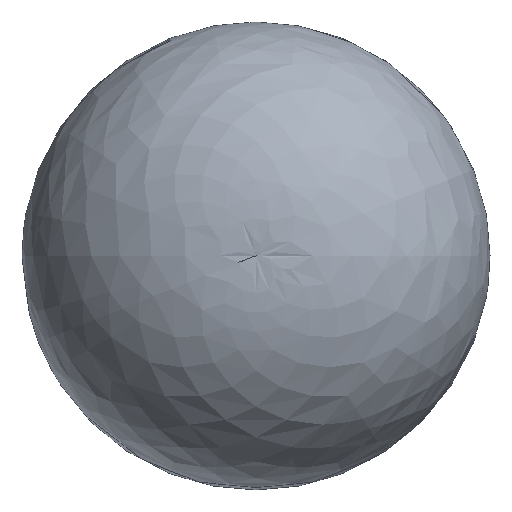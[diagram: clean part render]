
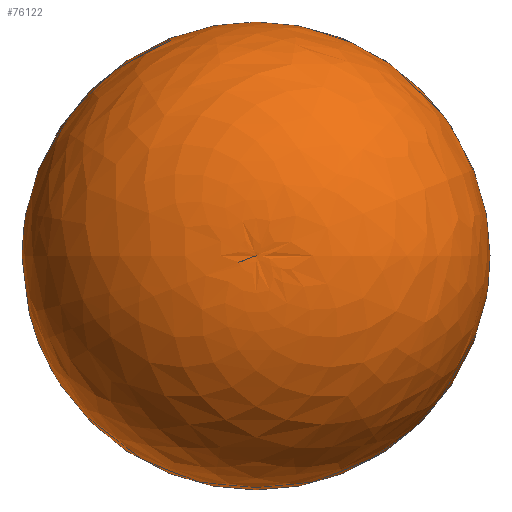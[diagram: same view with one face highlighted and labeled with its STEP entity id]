
A CAD part, top view. The second image highlights one B-rep face of the part: STEP entity #76122.
In plain terms, the highlighted free-form (B-spline) face has degree [2, 2] with [5, 9] control points.
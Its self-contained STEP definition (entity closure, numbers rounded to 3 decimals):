
#301=(
BOUNDED_SURFACE()
B_SPLINE_SURFACE(2,2,((#202531,#202532,#202533,#202534,#202535,#202536,
#202537,#202538,#202539),(#202540,#202541,#202542,#202543,#202544,#202545,
#202546,#202547,#202548),(#202549,#202550,#202551,#202552,#202553,#202554,
#202555,#202556,#202557),(#202558,#202559,#202560,#202561,#202562,#202563,
#202564,#202565,#202566),(#202567,#202568,#202569,#202570,#202571,#202572,
#202573,#202574,#202575)),.UNSPECIFIED.,.F.,.T.,.F.)
B_SPLINE_SURFACE_WITH_KNOTS((3,2,3),(3,2,2,2,3),(-1.692,-0.157,
1.379),(-3.142,-1.571,0.,1.571,
3.142),.UNSPECIFIED.)
GEOMETRIC_REPRESENTATION_ITEM()
RATIONAL_B_SPLINE_SURFACE(((1.,0.707,1.,0.707,1.,
0.707,1.,0.707,1.),(0.719,0.509,
0.719,0.509,0.719,0.509,0.719,
0.509,0.719),(1.,0.707,1.,0.707,
1.,0.707,1.,0.707,1.),(0.719,0.509,
0.719,0.509,0.719,0.509,0.719,
0.509,0.719),(1.,0.707,1.,0.707,
1.,0.707,1.,0.707,1.)))
REPRESENTATION_ITEM('')
SURFACE()
);
#14075=FACE_OUTER_BOUND('',#19027,.T.);
#19027=EDGE_LOOP('',(#65623,#65624,#65625));
#23470=CIRCLE('',#84452,475.941);
#23471=CIRCLE('',#84453,1524.776);
#33237=VERTEX_POINT('',#202528);
#33238=VERTEX_POINT('',#202576);
#44035=EDGE_CURVE('',#33237,#33237,#23470,.T.);
#44036=EDGE_CURVE('',#33237,#33238,#23471,.T.);
#65623=ORIENTED_EDGE('',*,*,#44035,.F.);
#65624=ORIENTED_EDGE('',*,*,#44036,.T.);
#65625=ORIENTED_EDGE('',*,*,#44036,.F.);
#76122=ADVANCED_FACE('',(#14075),#301,.F.);
#84452=AXIS2_PLACEMENT_3D('',#202530,#102803,#102804);
#84453=AXIS2_PLACEMENT_3D('',#202577,#102805,#102806);
#102803=DIRECTION('center_axis',(-1.,0.,0.));
#102804=DIRECTION('ref_axis',(0.,0.,1.));
#102805=DIRECTION('center_axis',(0.,-1.,0.));
#102806=DIRECTION('ref_axis',(0.,0.,
-1.));
#202528=CARTESIAN_POINT('',(-1496.762,185.,-475.941));
#202530=CARTESIAN_POINT('Origin',(-1496.762,185.,0.));
#202531=CARTESIAN_POINT('Ctrl Pts',(1513.512,185.,0.));
#202532=CARTESIAN_POINT('Ctrl Pts',(1513.512,185.,0.));
#202533=CARTESIAN_POINT('Ctrl Pts',(1513.512,185.,0.));
#202534=CARTESIAN_POINT('Ctrl Pts',(1513.512,185.,0.));
#202535=CARTESIAN_POINT('Ctrl Pts',(1513.512,185.,0.));
#202536=CARTESIAN_POINT('Ctrl Pts',(1513.512,185.,0.));
#202537=CARTESIAN_POINT('Ctrl Pts',(1513.512,185.,0.));
#202538=CARTESIAN_POINT('Ctrl Pts',(1513.512,185.,0.));
#202539=CARTESIAN_POINT('Ctrl Pts',(1513.512,185.,0.));
#202540=CARTESIAN_POINT('Ctrl Pts',(1692.116,185.,-1461.184));
#202541=CARTESIAN_POINT('Ctrl Pts',(1692.116,-1276.184,
-1461.184));
#202542=CARTESIAN_POINT('Ctrl Pts',(1692.116,-1276.184,
0.));
#202543=CARTESIAN_POINT('Ctrl Pts',(1692.116,-1276.184,
1461.184));
#202544=CARTESIAN_POINT('Ctrl Pts',(1692.116,185.,1461.184));
#202545=CARTESIAN_POINT('Ctrl Pts',(1692.116,1646.184,1461.184));
#202546=CARTESIAN_POINT('Ctrl Pts',(1692.116,1646.184,0.));
#202547=CARTESIAN_POINT('Ctrl Pts',(1692.116,1646.184,-1461.184));
#202548=CARTESIAN_POINT('Ctrl Pts',(1692.116,185.,-1461.184));
#202549=CARTESIAN_POINT('Ctrl Pts',(238.118,185.,-1691.069));
#202550=CARTESIAN_POINT('Ctrl Pts',(238.118,-1506.069,
-1691.069));
#202551=CARTESIAN_POINT('Ctrl Pts',(238.118,-1506.069,
0.));
#202552=CARTESIAN_POINT('Ctrl Pts',(238.118,-1506.069,
1691.069));
#202553=CARTESIAN_POINT('Ctrl Pts',(238.118,185.,1691.069));
#202554=CARTESIAN_POINT('Ctrl Pts',(238.118,1876.069,1691.069));
#202555=CARTESIAN_POINT('Ctrl Pts',(238.118,1876.069,0.));
#202556=CARTESIAN_POINT('Ctrl Pts',(238.118,1876.069,-1691.069));
#202557=CARTESIAN_POINT('Ctrl Pts',(238.118,185.,-1691.069));
#202558=CARTESIAN_POINT('Ctrl Pts',(-1215.88,185.,
-1920.954));
#202559=CARTESIAN_POINT('Ctrl Pts',(-1215.88,-1735.954,
-1920.954));
#202560=CARTESIAN_POINT('Ctrl Pts',(-1215.88,-1735.954,
0.));
#202561=CARTESIAN_POINT('Ctrl Pts',(-1215.88,-1735.954,
1920.954));
#202562=CARTESIAN_POINT('Ctrl Pts',(-1215.88,185.,
1920.954));
#202563=CARTESIAN_POINT('Ctrl Pts',(-1215.88,2105.954,
1920.954));
#202564=CARTESIAN_POINT('Ctrl Pts',(-1215.88,2105.954,
0.));
#202565=CARTESIAN_POINT('Ctrl Pts',(-1215.88,2105.954,
-1920.954));
#202566=CARTESIAN_POINT('Ctrl Pts',(-1215.88,185.,
-1920.954));
#202567=CARTESIAN_POINT('Ctrl Pts',(-1496.762,185.,
-475.941));
#202568=CARTESIAN_POINT('Ctrl Pts',(-1496.762,-290.941,
-475.941));
#202569=CARTESIAN_POINT('Ctrl Pts',(-1496.762,-290.941,
0.));
#202570=CARTESIAN_POINT('Ctrl Pts',(-1496.762,-290.941,
475.941));
#202571=CARTESIAN_POINT('Ctrl Pts',(-1496.762,185.,
475.941));
#202572=CARTESIAN_POINT('Ctrl Pts',(-1496.762,660.941,
475.941));
#202573=CARTESIAN_POINT('Ctrl Pts',(-1496.762,660.941,
0.));
#202574=CARTESIAN_POINT('Ctrl Pts',(-1496.762,660.941,
-475.941));
#202575=CARTESIAN_POINT('Ctrl Pts',(-1496.762,185.,
-475.941));
#202576=CARTESIAN_POINT('',(1513.512,185.,0.));
#202577=CARTESIAN_POINT('Origin',(0.,185.,-185.));
